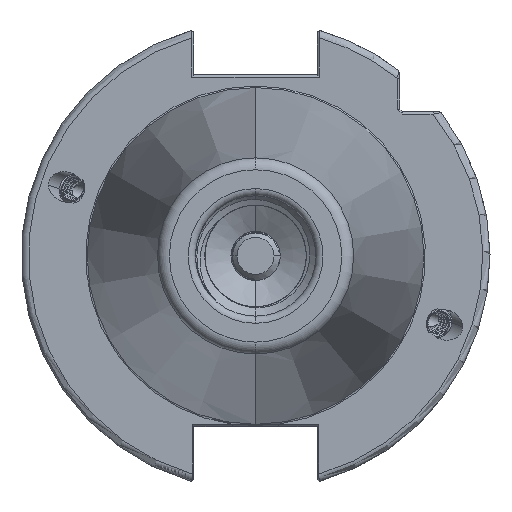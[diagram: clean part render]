
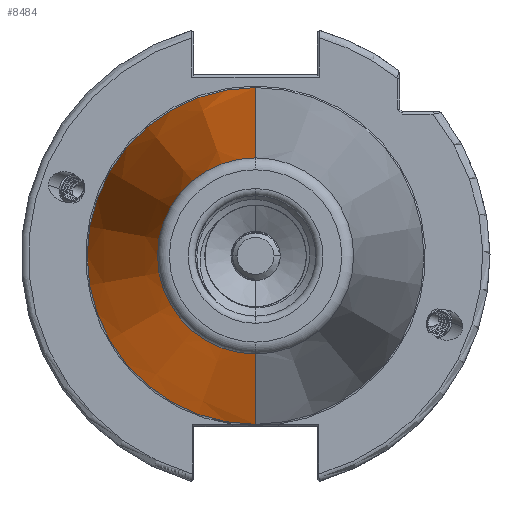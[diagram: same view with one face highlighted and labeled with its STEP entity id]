
A CAD part, left-side view. The second image highlights one B-rep face of the part: STEP entity #8484.
In plain terms, the highlighted conical face has half-angle 8.297 degrees and reference radius 35.392 mm.
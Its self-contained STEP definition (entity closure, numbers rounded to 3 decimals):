
#247 = ORIENTED_EDGE ( 'NONE', *, *, #13356, .T. ) ;
#249 = ORIENTED_EDGE ( 'NONE', *, *, #13582, .F. ) ;
#464 = AXIS2_PLACEMENT_3D ( 'NONE', #12676, #12762, #12717 ) ;
#837 = AXIS2_PLACEMENT_3D ( 'NONE', #5285, #5302, #5270 ) ;
#861 = AXIS2_PLACEMENT_3D ( 'NONE', #4056, #4030, #4015 ) ;
#863 = AXIS2_PLACEMENT_3D ( 'NONE', #4020, #4047, #4028 ) ;
#4015 = DIRECTION ( 'NONE',  ( 0., 1., 0. ) ) ;
#4020 = CARTESIAN_POINT ( 'NONE',  ( -102.811, 0., 0. ) ) ;
#4028 = DIRECTION ( 'NONE',  ( 0., 0., 1. ) ) ;
#4030 = DIRECTION ( 'NONE',  ( 1., 0., 0. ) ) ;
#4047 = DIRECTION ( 'NONE',  ( 1., 0., 0. ) ) ;
#4056 = CARTESIAN_POINT ( 'NONE',  ( -2.5, 0., 0. ) ) ;
#5270 = DIRECTION ( 'NONE',  ( 0., 1., 0. ) ) ;
#5285 = CARTESIAN_POINT ( 'NONE',  ( -2.5, 0., 0. ) ) ;
#5302 = DIRECTION ( 'NONE',  ( 1., 0., 0. ) ) ;
#5927 = DIRECTION ( 'NONE',  ( 0.99, 0., -0.144 ) ) ;
#5944 = CARTESIAN_POINT ( 'NONE',  ( 0., 0., -35.392 ) ) ;
#7279 = CARTESIAN_POINT ( 'NONE',  ( 0., 0., 35.392 ) ) ;
#7282 = DIRECTION ( 'NONE',  ( 0.99, 0., 0.144 ) ) ;
#7907 = CARTESIAN_POINT ( 'NONE',  ( -2.5, 35.027, 0. ) ) ;
#7926 = CARTESIAN_POINT ( 'NONE',  ( -102.811, 0., -20.399 ) ) ;
#7927 = CARTESIAN_POINT ( 'NONE',  ( -2.5, 0., 35.027 ) ) ;
#7958 = CARTESIAN_POINT ( 'NONE',  ( -102.811, 0., 20.399 ) ) ;
#7993 = CARTESIAN_POINT ( 'NONE',  ( -2.5, 0., -35.027 ) ) ;
#8484 = ADVANCED_FACE ( 'NONE', ( #15963 ), #16018, .T. ) ;
#12676 = CARTESIAN_POINT ( 'NONE',  ( 0., 0., 0. ) ) ;
#12717 = DIRECTION ( 'NONE',  ( 0., 0., -1. ) ) ;
#12762 = DIRECTION ( 'NONE',  ( 1., 0., 0. ) ) ;
#13354 = EDGE_CURVE ( 'NONE', #26034, #26021, #16469, .T. ) ;
#13356 = EDGE_CURVE ( 'NONE', #26023, #26040, #16452, .T. ) ;
#13364 = EDGE_CURVE ( 'NONE', #26021, #26025, #16549, .T. ) ;
#13540 = EDGE_CURVE ( 'NONE', #26040, #26025, #16587, .T. ) ;
#13582 = EDGE_CURVE ( 'NONE', #26023, #26034, #15624, .T. ) ;
#15624 = LINE ( 'NONE', #5944, #15641 ) ;
#15641 = VECTOR ( 'NONE', #5927, 1000. ) ;
#15963 = FACE_OUTER_BOUND ( 'NONE', #21477, .T. ) ;
#16018 = CONICAL_SURFACE ( 'NONE', #464, 35.392, 0.145 ) ;
#16452 = CIRCLE ( 'NONE', #863, 20.399 ) ;
#16469 = CIRCLE ( 'NONE', #861, 35.027 ) ;
#16549 = CIRCLE ( 'NONE', #837, 35.027 ) ;
#16559 = VECTOR ( 'NONE', #7282, 1000. ) ;
#16587 = LINE ( 'NONE', #7279, #16559 ) ;
#21477 = EDGE_LOOP ( 'NONE', ( #247, #25747, #25803, #25838, #249 ) ) ;
#25747 = ORIENTED_EDGE ( 'NONE', *, *, #13540, .T. ) ;
#25803 = ORIENTED_EDGE ( 'NONE', *, *, #13364, .F. ) ;
#25838 = ORIENTED_EDGE ( 'NONE', *, *, #13354, .F. ) ;
#26021 = VERTEX_POINT ( 'NONE', #7907 ) ;
#26023 = VERTEX_POINT ( 'NONE', #7926 ) ;
#26025 = VERTEX_POINT ( 'NONE', #7927 ) ;
#26034 = VERTEX_POINT ( 'NONE', #7993 ) ;
#26040 = VERTEX_POINT ( 'NONE', #7958 ) ;
